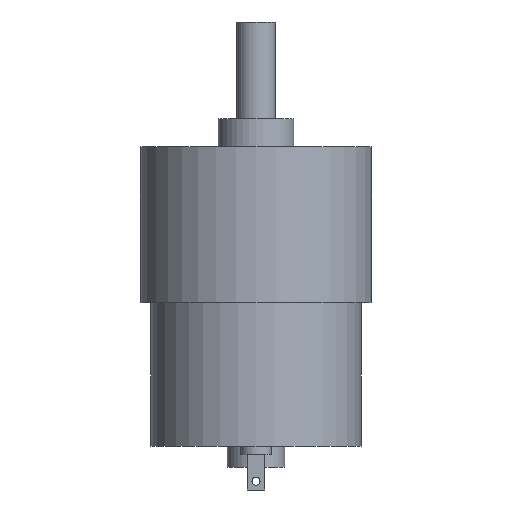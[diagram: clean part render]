
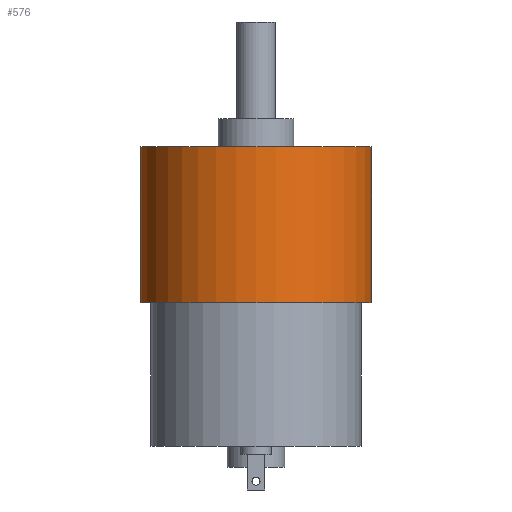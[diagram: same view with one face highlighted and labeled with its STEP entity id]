
A CAD part, front view. The second image highlights one B-rep face of the part: STEP entity #576.
In plain terms, the highlighted cylindrical face has radius 18.161 mm (diameter 36.322 mm), a partial arc.
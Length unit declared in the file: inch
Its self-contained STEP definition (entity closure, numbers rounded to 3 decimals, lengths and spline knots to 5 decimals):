
#7 = DIRECTION ( 'NONE',  ( -1., 0., 0. ) ) ;
#83 = ORIENTED_EDGE ( 'NONE', *, *, #151, .F. ) ;
#123 = CIRCLE ( 'NONE', #511, 0.715 ) ;
#151 = EDGE_CURVE ( 'NONE', #940, #1808, #1643, .T. ) ;
#168 = DIRECTION ( 'NONE',  ( 0., 0., 1. ) ) ;
#183 = EDGE_CURVE ( 'NONE', #1670, #254, #423, .T. ) ;
#254 = VERTEX_POINT ( 'NONE', #1445 ) ;
#294 = DIRECTION ( 'NONE',  ( 0., 0., 1. ) ) ;
#373 = CARTESIAN_POINT ( 'NONE',  ( 0.715, 0., 0.965 ) ) ;
#423 = LINE ( 'NONE', #1287, #1552 ) ;
#511 = AXIS2_PLACEMENT_3D ( 'NONE', #1070, #168, #1222 ) ;
#514 = FACE_OUTER_BOUND ( 'NONE', #1632, .T. ) ;
#576 = ADVANCED_FACE ( 'NONE', ( #514 ), #1606, .T. ) ;
#693 = AXIS2_PLACEMENT_3D ( 'NONE', #1486, #1631, #7 ) ;
#758 = CARTESIAN_POINT ( 'NONE',  ( 0.715, 0., 0.965 ) ) ;
#830 = CIRCLE ( 'NONE', #1419, 0.715 ) ;
#838 = EDGE_CURVE ( 'NONE', #1670, #940, #830, .T. ) ;
#940 = VERTEX_POINT ( 'NONE', #758 ) ;
#983 = DIRECTION ( 'NONE',  ( 0., 0., -1. ) ) ;
#995 = DIRECTION ( 'NONE',  ( 0., 0., -1. ) ) ;
#1056 = CARTESIAN_POINT ( 'NONE',  ( 0.715, 0., 0. ) ) ;
#1070 = CARTESIAN_POINT ( 'NONE',  ( 0., 0., 0. ) ) ;
#1076 = EDGE_CURVE ( 'NONE', #254, #1808, #123, .T. ) ;
#1085 = ORIENTED_EDGE ( 'NONE', *, *, #838, .F. ) ;
#1091 = ORIENTED_EDGE ( 'NONE', *, *, #1076, .T. ) ;
#1179 = CARTESIAN_POINT ( 'NONE',  ( -0.715, 0., 0.965 ) ) ;
#1203 = CARTESIAN_POINT ( 'NONE',  ( 0., 0., 0.965 ) ) ;
#1222 = DIRECTION ( 'NONE',  ( 1., 0., 0. ) ) ;
#1226 = VECTOR ( 'NONE', #983, 39.37008 ) ;
#1287 = CARTESIAN_POINT ( 'NONE',  ( -0.715, 0., 0.965 ) ) ;
#1349 = DIRECTION ( 'NONE',  ( 1., 0., 0. ) ) ;
#1419 = AXIS2_PLACEMENT_3D ( 'NONE', #1203, #294, #1349 ) ;
#1445 = CARTESIAN_POINT ( 'NONE',  ( -0.715, 0., 0. ) ) ;
#1486 = CARTESIAN_POINT ( 'NONE',  ( 0., 0., 0.965 ) ) ;
#1491 = ORIENTED_EDGE ( 'NONE', *, *, #183, .T. ) ;
#1552 = VECTOR ( 'NONE', #995, 39.37008 ) ;
#1606 = CYLINDRICAL_SURFACE ( 'NONE', #693, 0.715 ) ;
#1631 = DIRECTION ( 'NONE',  ( 0., 0., -1. ) ) ;
#1632 = EDGE_LOOP ( 'NONE', ( #83, #1085, #1491, #1091 ) ) ;
#1643 = LINE ( 'NONE', #373, #1226 ) ;
#1670 = VERTEX_POINT ( 'NONE', #1179 ) ;
#1808 = VERTEX_POINT ( 'NONE', #1056 ) ;
